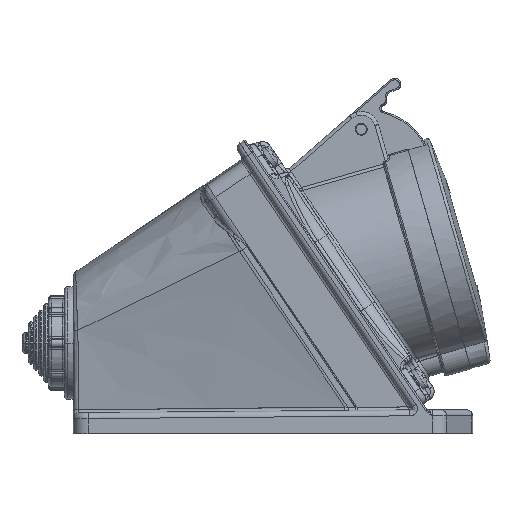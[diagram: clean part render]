
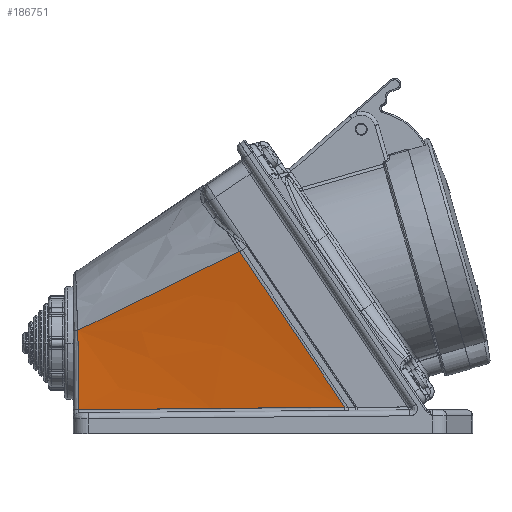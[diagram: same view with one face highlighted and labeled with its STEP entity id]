
A CAD part, left-side view. The second image highlights one B-rep face of the part: STEP entity #186751.
In plain terms, the highlighted free-form (B-spline) face has degree [2, 3] with [3, 4] control points.
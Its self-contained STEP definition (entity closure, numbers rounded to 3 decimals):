
#802 = CARTESIAN_POINT ( 'NONE',  ( -30.894, -48.702, -43.698 ) ) ;
#1450 = CARTESIAN_POINT ( 'NONE',  ( -26.444, -18.619, -44.003 ) ) ;
#2068 = B_SPLINE_CURVE_WITH_KNOTS ( 'NONE', 3,
 ( #28815, #118928, #1450, #60146, #75192, #14484, #163961, #120868, #31391, #45128, #148993, #90235, #133266, #43844, #118316, #135847, #178999, #58879, #29484, #802, #75842, #46405, #58245, #149624, #192780, #163330, #148338, #104583, #150266, #178359, #164609, #177701, #88901, #13830 ),
 .UNSPECIFIED., .F., .F.,
 ( 4, 2, 2, 1, 1, 1, 1, 1, 1, 1, 2, 2, 2, 2, 1, 1, 1, 1, 1, 1, 1, 2, 2, 4 ),
 ( 0., 0.125, 0.187, 0.219, 0.234, 0.242, 0.246, 0.248, 0.249, 0.25, 0.25, 0.25, 0.375, 0.437, 0.469, 0.484, 0.492, 0.496, 0.498, 0.499, 0.5, 0.5, 0.5, 1. ),
 .UNSPECIFIED. ) ;
#2463 = CARTESIAN_POINT ( 'NONE',  ( -25.201, -10.085, -35.096 ) ) ;
#3457 = CARTESIAN_POINT ( 'NONE',  ( -38.82, -88.218, -23.457 ) ) ;
#13830 = CARTESIAN_POINT ( 'NONE',  ( -38.83, -101.564, -43.197 ) ) ;
#14483 = VERTEX_POINT ( 'NONE', #109099 ) ;
#14484 = CARTESIAN_POINT ( 'NONE',  ( -27.989, -29.128, -43.894 ) ) ;
#17912 = VERTEX_POINT ( 'NONE', #88301 ) ;
#19058 = CARTESIAN_POINT ( 'NONE',  ( -38.809, -76.377, -5.952 ) ) ;
#19358 = CARTESIAN_POINT ( 'NONE',  ( -38.901, -116.344, -64.401 ) ) ;
#26824 =( BOUNDED_SURFACE ( )  B_SPLINE_SURFACE ( 2, 3, ( 
 ( #137527, #150662, #62464, #61168 ),
 ( #2463, #123136, #77530, #63094 ),
 ( #92555, #107524, #121240, #19358 ) ),
 .UNSPECIFIED., .F., .F., .F. ) 
 B_SPLINE_SURFACE_WITH_KNOTS ( ( 3, 3 ),
 ( 4, 4 ),
 ( 0., 1. ),
 ( 0., 1. ),
 .UNSPECIFIED. ) 
 GEOMETRIC_REPRESENTATION_ITEM ( )  RATIONAL_B_SPLINE_SURFACE ( (
 ( 1.027, 1.027, 1.027, 1.027),
 ( 1.027, 1.027, 1.027, 1.027),
 ( 1.027, 1.027, 1.027, 1.027) ) ) 
 REPRESENTATION_ITEM ( '' )  SURFACE ( )  );
#28815 = CARTESIAN_POINT ( 'NONE',  ( -25.45, -11.798, -44.076 ) ) ;
#29484 = CARTESIAN_POINT ( 'NONE',  ( -30.608, -46.785, -43.717 ) ) ;
#31391 = CARTESIAN_POINT ( 'NONE',  ( -28.611, -33.334, -43.851 ) ) ;
#33794 = CARTESIAN_POINT ( 'NONE',  ( -25.504, -11.727, -29.15 ) ) ;
#34080 = CARTESIAN_POINT ( 'NONE',  ( -38.796, -66.044, 9.316 ) ) ;
#43844 = CARTESIAN_POINT ( 'NONE',  ( -28.741, -34.214, -43.842 ) ) ;
#45128 = CARTESIAN_POINT ( 'NONE',  ( -28.678, -33.79, -43.846 ) ) ;
#46405 = CARTESIAN_POINT ( 'NONE',  ( -31.555, -53.134, -43.655 ) ) ;
#49436 = CARTESIAN_POINT ( 'NONE',  ( -25.467, -11.776, -38.84 ) ) ;
#58245 = CARTESIAN_POINT ( 'NONE',  ( -31.819, -54.901, -43.637 ) ) ;
#58879 = CARTESIAN_POINT ( 'NONE',  ( -29.773, -41.175, -43.772 ) ) ;
#59436 = B_SPLINE_CURVE_WITH_KNOTS ( 'NONE', 3,
 ( #92233, #3457, #19058, #34080 ),
 .UNSPECIFIED., .F., .F.,
 ( 4, 4 ),
 ( 0., 1. ),
 .UNSPECIFIED. ) ;
#60146 = CARTESIAN_POINT ( 'NONE',  ( -27.268, -24.231, -43.944 ) ) ;
#61168 = CARTESIAN_POINT ( 'NONE',  ( -38.901, -66.478, 9.529 ) ) ;
#62464 = CARTESIAN_POINT ( 'NONE',  ( -34.333, -47.673, 0.317 ) ) ;
#63094 = CARTESIAN_POINT ( 'NONE',  ( -38.901, -91.411, -27.436 ) ) ;
#68973 = CARTESIAN_POINT ( 'NONE',  ( -38.83, -101.564, -43.197 ) ) ;
#75192 = CARTESIAN_POINT ( 'NONE',  ( -27.551, -26.157, -43.924 ) ) ;
#75842 = CARTESIAN_POINT ( 'NONE',  ( -31.333, -51.645, -43.669 ) ) ;
#76645 = EDGE_CURVE ( 'NONE', #151471, #17912, #59436, .T. ) ;
#77530 = CARTESIAN_POINT ( 'NONE',  ( -34.333, -64.292, -29.99 ) ) ;
#79261 = ORIENTED_EDGE ( 'NONE', *, *, #108289, .T. ) ;
#83131 = ORIENTED_EDGE ( 'NONE', *, *, #129687, .T. ) ;
#88301 = CARTESIAN_POINT ( 'NONE',  ( -38.796, -66.044, 9.316 ) ) ;
#88901 = CARTESIAN_POINT ( 'NONE',  ( -36.223, -84.286, -43.357 ) ) ;
#90235 = CARTESIAN_POINT ( 'NONE',  ( -28.729, -34.132, -43.843 ) ) ;
#91232 = EDGE_LOOP ( 'NONE', ( #79261, #150469, #83131, #187886 ) ) ;
#92233 = CARTESIAN_POINT ( 'NONE',  ( -38.83, -101.564, -43.197 ) ) ;
#92555 = CARTESIAN_POINT ( 'NONE',  ( -25.201, -10.085, -52.096 ) ) ;
#92623 = CARTESIAN_POINT ( 'NONE',  ( -25.55, -11.659, -21.019 ) ) ;
#99182 = EDGE_CURVE ( 'NONE', #183417, #14483, #100899, .T. ) ;
#100899 = B_SPLINE_CURVE_WITH_KNOTS ( 'NONE', 3,
 ( #138878, #92623, #33794, #49436, #138236 ),
 .UNSPECIFIED., .F., .F.,
 ( 4, 1, 4 ),
 ( 0., 0.5, 1. ),
 .UNSPECIFIED. ) ;
#101382 = DIRECTION ( 'NONE',  ( 0.213, 0.877, -0.43 ) ) ;
#104583 = CARTESIAN_POINT ( 'NONE',  ( -32.078, -56.632, -43.621 ) ) ;
#107524 = CARTESIAN_POINT ( 'NONE',  ( -29.766, -45.491, -56.196 ) ) ;
#108289 = EDGE_CURVE ( 'NONE', #17912, #183417, #183461, .T. ) ;
#109099 = CARTESIAN_POINT ( 'NONE',  ( -25.45, -11.798, -44.076 ) ) ;
#118316 = CARTESIAN_POINT ( 'NONE',  ( -28.743, -34.23, -43.842 ) ) ;
#118928 = CARTESIAN_POINT ( 'NONE',  ( -25.929, -15.098, -44.04 ) ) ;
#120868 = CARTESIAN_POINT ( 'NONE',  ( -28.477, -32.429, -43.86 ) ) ;
#121240 = CARTESIAN_POINT ( 'NONE',  ( -34.333, -80.911, -60.298 ) ) ;
#123136 = CARTESIAN_POINT ( 'NONE',  ( -29.766, -37.183, -32.544 ) ) ;
#129687 = EDGE_CURVE ( 'NONE', #14483, #151471, #2068, .T. ) ;
#133266 = CARTESIAN_POINT ( 'NONE',  ( -28.737, -34.189, -43.842 ) ) ;
#135847 = CARTESIAN_POINT ( 'NONE',  ( -28.745, -34.24, -43.842 ) ) ;
#137527 = CARTESIAN_POINT ( 'NONE',  ( -25.201, -10.085, -18.096 ) ) ;
#138236 = CARTESIAN_POINT ( 'NONE',  ( -25.45, -11.798, -44.076 ) ) ;
#138878 = CARTESIAN_POINT ( 'NONE',  ( -25.575, -11.621, -17.344 ) ) ;
#141248 = CARTESIAN_POINT ( 'NONE',  ( -32.049, -38.273, -4.288 ) ) ;
#148338 = CARTESIAN_POINT ( 'NONE',  ( -32.069, -56.576, -43.621 ) ) ;
#148993 = CARTESIAN_POINT ( 'NONE',  ( -28.712, -34.018, -43.844 ) ) ;
#149624 = CARTESIAN_POINT ( 'NONE',  ( -31.952, -55.792, -43.629 ) ) ;
#150266 = CARTESIAN_POINT ( 'NONE',  ( -32.081, -56.656, -43.62 ) ) ;
#150469 = ORIENTED_EDGE ( 'NONE', *, *, #99182, .T. ) ;
#150662 = CARTESIAN_POINT ( 'NONE',  ( -29.766, -28.876, -8.892 ) ) ;
#151471 = VERTEX_POINT ( 'NONE', #68973 ) ;
#152289 = CARTESIAN_POINT ( 'NONE',  ( -25.575, -11.621, -17.344 ) ) ;
#157811 = VECTOR ( 'NONE', #101382, 1000. ) ;
#163330 = CARTESIAN_POINT ( 'NONE',  ( -32.052, -56.464, -43.622 ) ) ;
#163961 = CARTESIAN_POINT ( 'NONE',  ( -28.212, -30.635, -43.878 ) ) ;
#164609 = CARTESIAN_POINT ( 'NONE',  ( -32.085, -56.682, -43.62 ) ) ;
#177701 = CARTESIAN_POINT ( 'NONE',  ( -33.976, -69.329, -43.498 ) ) ;
#178359 = CARTESIAN_POINT ( 'NONE',  ( -32.084, -56.673, -43.62 ) ) ;
#178999 = CARTESIAN_POINT ( 'NONE',  ( -29.245, -37.619, -43.808 ) ) ;
#183417 = VERTEX_POINT ( 'NONE', #152289 ) ;
#183461 = LINE ( 'NONE', #141248, #157811 ) ;
#186751 = ADVANCED_FACE ( 'NONE', ( #190804 ), #26824, .T. ) ;
#187886 = ORIENTED_EDGE ( 'NONE', *, *, #76645, .T. ) ;
#190804 = FACE_OUTER_BOUND ( 'NONE', #91232, .T. ) ;
#192780 = CARTESIAN_POINT ( 'NONE',  ( -32.019, -56.24, -43.625 ) ) ;
